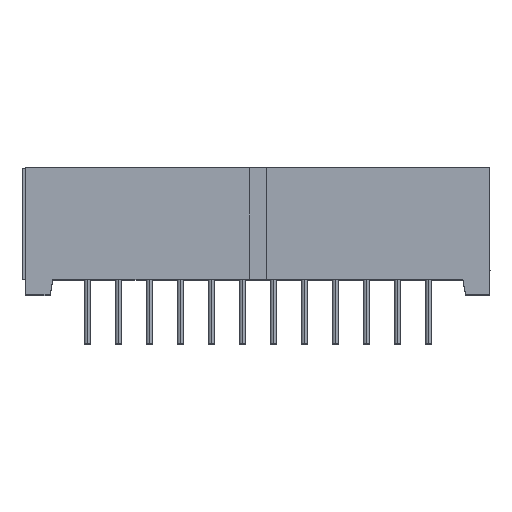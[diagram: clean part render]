
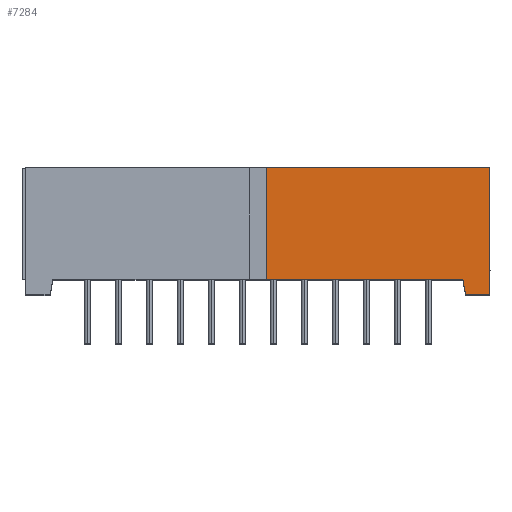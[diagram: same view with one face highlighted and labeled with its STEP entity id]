
A CAD part, top view. The second image highlights one B-rep face of the part: STEP entity #7284.
In plain terms, the highlighted planar face has unit normal (0, 0, 1).
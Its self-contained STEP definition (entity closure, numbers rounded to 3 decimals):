
#7099 = VERTEX_POINT ( 'NONE', #15044 ) ;
#7104 = EDGE_LOOP ( 'NONE', ( #7111, #7420, #7406, #7378, #7389, #7376 ) ) ;
#7111 = ORIENTED_EDGE ( 'NONE', *, *, #7253, .F. ) ;
#7177 = VERTEX_POINT ( 'NONE', #15245 ) ;
#7179 = EDGE_CURVE ( 'NONE', #7177, #7099, #15244, .T. ) ;
#7253 = EDGE_CURVE ( 'NONE', #7426, #7430, #15421, .T. ) ;
#7284 = ADVANCED_FACE ( 'NONE', ( #15436 ), #15481, .F. ) ;
#7326 = EDGE_CURVE ( 'NONE', #7177, #7430, #15561, .T. ) ;
#7376 = ORIENTED_EDGE ( 'NONE', *, *, #7326, .T. ) ;
#7378 = ORIENTED_EDGE ( 'NONE', *, *, #7391, .F. ) ;
#7380 = VERTEX_POINT ( 'NONE', #15733 ) ;
#7389 = ORIENTED_EDGE ( 'NONE', *, *, #7179, .F. ) ;
#7391 = EDGE_CURVE ( 'NONE', #7099, #7380, #15731, .T. ) ;
#7395 = EDGE_CURVE ( 'NONE', #7426, #7402, #15465, .T. ) ;
#7399 = EDGE_CURVE ( 'NONE', #7402, #7380, #15775, .T. ) ;
#7402 = VERTEX_POINT ( 'NONE', #15771 ) ;
#7406 = ORIENTED_EDGE ( 'NONE', *, *, #7399, .T. ) ;
#7420 = ORIENTED_EDGE ( 'NONE', *, *, #7395, .T. ) ;
#7426 = VERTEX_POINT ( 'NONE', #15804 ) ;
#7430 = VERTEX_POINT ( 'NONE', #15797 ) ;
#15044 = CARTESIAN_POINT ( 'NONE',  ( 19., -5.2, 19. ) ) ;
#15241 = DIRECTION ( 'NONE',  ( 0., -1., 0. ) ) ;
#15242 = VECTOR ( 'NONE', #15241, 1000. ) ;
#15243 = CARTESIAN_POINT ( 'NONE',  ( 19., 0., 19. ) ) ;
#15244 = LINE ( 'NONE', #15243, #15242 ) ;
#15245 = CARTESIAN_POINT ( 'NONE',  ( 19., 5.2, 19. ) ) ;
#15418 = DIRECTION ( 'NONE',  ( 0., 1., 0. ) ) ;
#15419 = VECTOR ( 'NONE', #15418, 1000. ) ;
#15420 = CARTESIAN_POINT ( 'NONE',  ( 0.7, -5.382, 19. ) ) ;
#15421 = LINE ( 'NONE', #15420, #15419 ) ;
#15436 = FACE_OUTER_BOUND ( 'NONE', #7104, .T. ) ;
#15461 = DIRECTION ( 'NONE',  ( 1., 0., 0. ) ) ;
#15462 = VECTOR ( 'NONE', #15461, 1000. ) ;
#15463 = CARTESIAN_POINT ( 'NONE',  ( 0., -3.95, 19. ) ) ;
#15465 = LINE ( 'NONE', #15463, #15462 ) ;
#15476 = DIRECTION ( 'NONE',  ( -1., 0., 0. ) ) ;
#15477 = DIRECTION ( 'NONE',  ( 0., 0., -1. ) ) ;
#15478 = CARTESIAN_POINT ( 'NONE',  ( 19., 0., 19. ) ) ;
#15479 = AXIS2_PLACEMENT_3D ( 'NONE', #15478, #15477, #15476 ) ;
#15481 = PLANE ( 'NONE',  #15479 ) ;
#15558 = DIRECTION ( 'NONE',  ( -1., 0., 0. ) ) ;
#15559 = VECTOR ( 'NONE', #15558, 1000. ) ;
#15560 = CARTESIAN_POINT ( 'NONE',  ( 19., 5.2, 19. ) ) ;
#15561 = LINE ( 'NONE', #15560, #15559 ) ;
#15727 = DIRECTION ( 'NONE',  ( -1., 0., 0. ) ) ;
#15728 = VECTOR ( 'NONE', #15727, 1000. ) ;
#15729 = CARTESIAN_POINT ( 'NONE',  ( 19., -5.2, 19. ) ) ;
#15731 = LINE ( 'NONE', #15729, #15728 ) ;
#15733 = CARTESIAN_POINT ( 'NONE',  ( 17., -5.2, 19. ) ) ;
#15771 = CARTESIAN_POINT ( 'NONE',  ( 16.78, -3.95, 19. ) ) ;
#15772 = DIRECTION ( 'NONE',  ( 0.174, -0.985, 0. ) ) ;
#15773 = VECTOR ( 'NONE', #15772, 1000. ) ;
#15774 = CARTESIAN_POINT ( 'NONE',  ( 20.863, -27.107, 19. ) ) ;
#15775 = LINE ( 'NONE', #15774, #15773 ) ;
#15797 = CARTESIAN_POINT ( 'NONE',  ( 0.7, 5.2, 19. ) ) ;
#15804 = CARTESIAN_POINT ( 'NONE',  ( 0.7, -3.95, 19. ) ) ;
